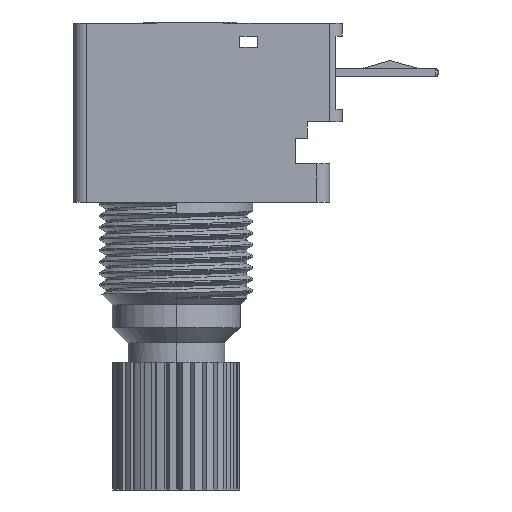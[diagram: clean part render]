
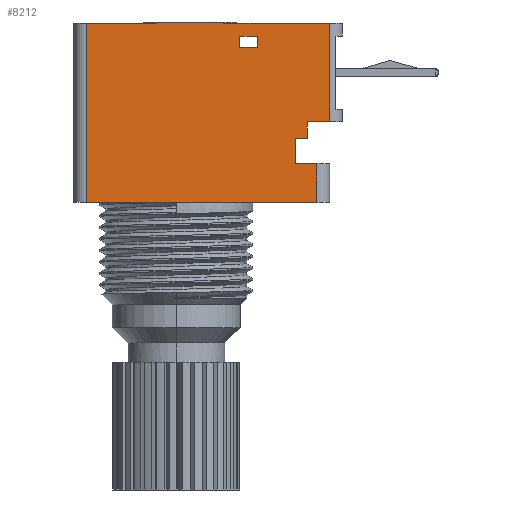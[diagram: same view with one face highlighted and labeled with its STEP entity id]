
A CAD part, left-side view. The second image highlights one B-rep face of the part: STEP entity #8212.
In plain terms, the highlighted planar face has unit normal (-1, 0, 0).
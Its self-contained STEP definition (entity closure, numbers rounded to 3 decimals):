
#240 = CARTESIAN_POINT ( 'NONE',  ( -4., -5.5, 13.75 ) ) ;
#244 = CARTESIAN_POINT ( 'NONE',  ( -4., 3.5, 18.25 ) ) ;
#268 = DIRECTION ( 'NONE',  ( 0., -1., 0. ) ) ;
#318 = CARTESIAN_POINT ( 'NONE',  ( -4., -6., 17.75 ) ) ;
#406 = ORIENTED_EDGE ( 'NONE', *, *, #5088, .T. ) ;
#421 = EDGE_CURVE ( 'NONE', #7677, #6012, #8919, .T. ) ;
#474 = VERTEX_POINT ( 'NONE', #712 ) ;
#493 = LINE ( 'NONE', #1833, #6511 ) ;
#533 = DIRECTION ( 'NONE',  ( 0., -1., 0. ) ) ;
#699 = VECTOR ( 'NONE', #7037, 1000. ) ;
#712 = CARTESIAN_POINT ( 'NONE',  ( -4., -1.863, 18.3 ) ) ;
#731 = LINE ( 'NONE', #6240, #9070 ) ;
#1127 = CARTESIAN_POINT ( 'NONE',  ( -4., 0.788, 18.3 ) ) ;
#1192 = VERTEX_POINT ( 'NONE', #3164 ) ;
#1207 = ORIENTED_EDGE ( 'NONE', *, *, #7242, .T. ) ;
#1218 = DIRECTION ( 'NONE',  ( 0., 0., 1. ) ) ;
#1248 = CARTESIAN_POINT ( 'NONE',  ( -4., -5.5, 12.753 ) ) ;
#1252 = VERTEX_POINT ( 'NONE', #5115 ) ;
#1316 = AXIS2_PLACEMENT_3D ( 'NONE', #3071, #7547, #5282 ) ;
#1440 = VECTOR ( 'NONE', #3296, 1000. ) ;
#1501 = VECTOR ( 'NONE', #9151, 1000. ) ;
#1563 = FACE_BOUND ( 'NONE', #7044, .T. ) ;
#1576 = VERTEX_POINT ( 'NONE', #1645 ) ;
#1629 = EDGE_LOOP ( 'NONE', ( #5528, #5323, #1707, #7367, #4705, #3376, #406, #2510, #7982, #5142, #7402, #8612, #8966, #1207 ) ) ;
#1645 = CARTESIAN_POINT ( 'NONE',  ( -4., 3.5, 18.25 ) ) ;
#1707 = ORIENTED_EDGE ( 'NONE', *, *, #8618, .F. ) ;
#1709 = EDGE_CURVE ( 'NONE', #7984, #5592, #3451, .T. ) ;
#1779 = CARTESIAN_POINT ( 'NONE',  ( -4., -5.5, 11.25 ) ) ;
#1833 = CARTESIAN_POINT ( 'NONE',  ( -4., 3.5, 11.25 ) ) ;
#1877 = EDGE_CURVE ( 'NONE', #5592, #7718, #9299, .T. ) ;
#1878 = LINE ( 'NONE', #244, #3580 ) ;
#2024 = CARTESIAN_POINT ( 'NONE',  ( -4., 3.5, 18.25 ) ) ;
#2066 = LINE ( 'NONE', #3583, #3478 ) ;
#2201 = CARTESIAN_POINT ( 'NONE',  ( -4., -2.484, 17.75 ) ) ;
#2258 = LINE ( 'NONE', #8601, #699 ) ;
#2373 = ORIENTED_EDGE ( 'NONE', *, *, #1877, .F. ) ;
#2386 = CARTESIAN_POINT ( 'NONE',  ( -4., -3.185, 17.316 ) ) ;
#2458 = DIRECTION ( 'NONE',  ( 0., 1., 0. ) ) ;
#2461 = LINE ( 'NONE', #8603, #9267 ) ;
#2510 = ORIENTED_EDGE ( 'NONE', *, *, #4527, .F. ) ;
#2515 = DIRECTION ( 'NONE',  ( 0., 0., 1. ) ) ;
#2649 = ORIENTED_EDGE ( 'NONE', *, *, #8409, .F. ) ;
#2758 = DIRECTION ( 'NONE',  ( 0., 0., -1. ) ) ;
#2870 = EDGE_CURVE ( 'NONE', #8627, #2878, #7109, .T. ) ;
#2878 = VERTEX_POINT ( 'NONE', #1779 ) ;
#3071 = CARTESIAN_POINT ( 'NONE',  ( -4., 3.5, 13.75 ) ) ;
#3164 = CARTESIAN_POINT ( 'NONE',  ( -4., -5.133, 14.397 ) ) ;
#3218 = VERTEX_POINT ( 'NONE', #3667 ) ;
#3223 = VECTOR ( 'NONE', #5240, 1000. ) ;
#3296 = DIRECTION ( 'NONE',  ( 0., 0., -1. ) ) ;
#3327 = VECTOR ( 'NONE', #2758, 1000. ) ;
#3376 = ORIENTED_EDGE ( 'NONE', *, *, #6978, .F. ) ;
#3451 = LINE ( 'NONE', #6407, #3223 ) ;
#3474 = VERTEX_POINT ( 'NONE', #8838 ) ;
#3478 = VECTOR ( 'NONE', #1218, 1000. ) ;
#3517 = LINE ( 'NONE', #7432, #6448 ) ;
#3537 = CARTESIAN_POINT ( 'NONE',  ( -4., -6., 18.25 ) ) ;
#3580 = VECTOR ( 'NONE', #9470, 1000. ) ;
#3583 = CARTESIAN_POINT ( 'NONE',  ( -4., -4.662, 13.753 ) ) ;
#3667 = CARTESIAN_POINT ( 'NONE',  ( -4., -5.133, 13.75 ) ) ;
#3688 = VERTEX_POINT ( 'NONE', #8266 ) ;
#3776 = CARTESIAN_POINT ( 'NONE',  ( -4., -1.863, 18.25 ) ) ;
#3833 = DIRECTION ( 'NONE',  ( 0., -1., 0. ) ) ;
#3870 = DIRECTION ( 'NONE',  ( 0., 0., -1. ) ) ;
#3882 = LINE ( 'NONE', #9103, #1501 ) ;
#4011 = CARTESIAN_POINT ( 'NONE',  ( -4., -3.185, 17.75 ) ) ;
#4046 = EDGE_CURVE ( 'NONE', #7718, #5633, #3882, .T. ) ;
#4073 = LINE ( 'NONE', #8687, #8588 ) ;
#4300 = VERTEX_POINT ( 'NONE', #7235 ) ;
#4525 = CARTESIAN_POINT ( 'NONE',  ( -4., -4.662, 12.753 ) ) ;
#4527 = EDGE_CURVE ( 'NONE', #1576, #5716, #1878, .T. ) ;
#4705 = ORIENTED_EDGE ( 'NONE', *, *, #7829, .F. ) ;
#4737 = CARTESIAN_POINT ( 'NONE',  ( -4., -3.185, 17.75 ) ) ;
#4762 = VECTOR ( 'NONE', #8106, 1000. ) ;
#4844 = EDGE_CURVE ( 'NONE', #3218, #1192, #7902, .T. ) ;
#4908 = DIRECTION ( 'NONE',  ( 0., -1., 0. ) ) ;
#5088 = EDGE_CURVE ( 'NONE', #7741, #5716, #2258, .T. ) ;
#5115 = CARTESIAN_POINT ( 'NONE',  ( -4., -4.662, 12.753 ) ) ;
#5123 = LINE ( 'NONE', #318, #3327 ) ;
#5142 = ORIENTED_EDGE ( 'NONE', *, *, #6662, .T. ) ;
#5240 = DIRECTION ( 'NONE',  ( 0., 0., 1. ) ) ;
#5279 = VECTOR ( 'NONE', #533, 1000. ) ;
#5282 = DIRECTION ( 'NONE',  ( 0., 1., 0. ) ) ;
#5323 = ORIENTED_EDGE ( 'NONE', *, *, #5365, .T. ) ;
#5365 = EDGE_CURVE ( 'NONE', #1192, #3688, #3517, .T. ) ;
#5424 = LINE ( 'NONE', #8634, #9448 ) ;
#5507 = EDGE_CURVE ( 'NONE', #8627, #1252, #6218, .T. ) ;
#5528 = ORIENTED_EDGE ( 'NONE', *, *, #4844, .T. ) ;
#5592 = VERTEX_POINT ( 'NONE', #4011 ) ;
#5633 = VERTEX_POINT ( 'NONE', #8161 ) ;
#5716 = VERTEX_POINT ( 'NONE', #7765 ) ;
#6002 = EDGE_CURVE ( 'NONE', #1252, #4300, #2066, .T. ) ;
#6012 = VERTEX_POINT ( 'NONE', #3537 ) ;
#6218 = LINE ( 'NONE', #4525, #7903 ) ;
#6240 = CARTESIAN_POINT ( 'NONE',  ( -4., 3.5, 13.75 ) ) ;
#6407 = CARTESIAN_POINT ( 'NONE',  ( -4., -3.185, 17.316 ) ) ;
#6448 = VECTOR ( 'NONE', #7333, 1000. ) ;
#6511 = VECTOR ( 'NONE', #4908, 1000. ) ;
#6587 = VECTOR ( 'NONE', #2458, 1000. ) ;
#6662 = EDGE_CURVE ( 'NONE', #3474, #2878, #493, .T. ) ;
#6978 = EDGE_CURVE ( 'NONE', #7741, #474, #7957, .T. ) ;
#7037 = DIRECTION ( 'NONE',  ( 0., 0., -1. ) ) ;
#7044 = EDGE_LOOP ( 'NONE', ( #8458, #2649, #9311, #2373 ) ) ;
#7107 = VECTOR ( 'NONE', #2515, 1000. ) ;
#7109 = LINE ( 'NONE', #240, #1440 ) ;
#7235 = CARTESIAN_POINT ( 'NONE',  ( -4., -4.662, 13.75 ) ) ;
#7242 = EDGE_CURVE ( 'NONE', #4300, #3218, #731, .T. ) ;
#7333 = DIRECTION ( 'NONE',  ( 0., -1., 0. ) ) ;
#7367 = ORIENTED_EDGE ( 'NONE', *, *, #421, .F. ) ;
#7402 = ORIENTED_EDGE ( 'NONE', *, *, #2870, .F. ) ;
#7432 = CARTESIAN_POINT ( 'NONE',  ( -4., -5.133, 14.397 ) ) ;
#7547 = DIRECTION ( 'NONE',  ( 1., 0., 0. ) ) ;
#7584 = DIRECTION ( 'NONE',  ( 0., 1., 0. ) ) ;
#7677 = VERTEX_POINT ( 'NONE', #3776 ) ;
#7718 = VERTEX_POINT ( 'NONE', #2201 ) ;
#7741 = VERTEX_POINT ( 'NONE', #8488 ) ;
#7765 = CARTESIAN_POINT ( 'NONE',  ( -4., 0.788, 18.25 ) ) ;
#7829 = EDGE_CURVE ( 'NONE', #474, #7677, #4073, .T. ) ;
#7902 = LINE ( 'NONE', #8857, #7107 ) ;
#7903 = VECTOR ( 'NONE', #7584, 1000. ) ;
#7957 = LINE ( 'NONE', #1127, #4762 ) ;
#7982 = ORIENTED_EDGE ( 'NONE', *, *, #8803, .T. ) ;
#7984 = VERTEX_POINT ( 'NONE', #2386 ) ;
#8106 = DIRECTION ( 'NONE',  ( 0., -1., 0. ) ) ;
#8161 = CARTESIAN_POINT ( 'NONE',  ( -4., -2.484, 17.316 ) ) ;
#8212 = ADVANCED_FACE ( 'NONE', ( #9102, #1563 ), #9854, .F. ) ;
#8266 = CARTESIAN_POINT ( 'NONE',  ( -4., -6., 14.397 ) ) ;
#8409 = EDGE_CURVE ( 'NONE', #5633, #7984, #2461, .T. ) ;
#8458 = ORIENTED_EDGE ( 'NONE', *, *, #1709, .F. ) ;
#8488 = CARTESIAN_POINT ( 'NONE',  ( -4., 0.788, 18.3 ) ) ;
#8588 = VECTOR ( 'NONE', #8596, 1000. ) ;
#8596 = DIRECTION ( 'NONE',  ( 0., 0., -1. ) ) ;
#8601 = CARTESIAN_POINT ( 'NONE',  ( -4., 0.788, 18.3 ) ) ;
#8603 = CARTESIAN_POINT ( 'NONE',  ( -4., -2.484, 17.316 ) ) ;
#8612 = ORIENTED_EDGE ( 'NONE', *, *, #5507, .T. ) ;
#8618 = EDGE_CURVE ( 'NONE', #6012, #3688, #5123, .T. ) ;
#8627 = VERTEX_POINT ( 'NONE', #1248 ) ;
#8634 = CARTESIAN_POINT ( 'NONE',  ( -4., 3.5, 13.75 ) ) ;
#8687 = CARTESIAN_POINT ( 'NONE',  ( -4., -1.863, 18.3 ) ) ;
#8803 = EDGE_CURVE ( 'NONE', #1576, #3474, #5424, .T. ) ;
#8838 = CARTESIAN_POINT ( 'NONE',  ( -4., 3.5, 11.25 ) ) ;
#8857 = CARTESIAN_POINT ( 'NONE',  ( -4., -5.133, 13.75 ) ) ;
#8919 = LINE ( 'NONE', #2024, #5279 ) ;
#8966 = ORIENTED_EDGE ( 'NONE', *, *, #6002, .T. ) ;
#9070 = VECTOR ( 'NONE', #3833, 1000. ) ;
#9102 = FACE_OUTER_BOUND ( 'NONE', #1629, .T. ) ;
#9103 = CARTESIAN_POINT ( 'NONE',  ( -4., -2.484, 17.75 ) ) ;
#9151 = DIRECTION ( 'NONE',  ( 0., 0., -1. ) ) ;
#9267 = VECTOR ( 'NONE', #268, 1000. ) ;
#9299 = LINE ( 'NONE', #4737, #6587 ) ;
#9311 = ORIENTED_EDGE ( 'NONE', *, *, #4046, .F. ) ;
#9448 = VECTOR ( 'NONE', #3870, 1000. ) ;
#9470 = DIRECTION ( 'NONE',  ( 0., -1., 0. ) ) ;
#9854 = PLANE ( 'NONE',  #1316 ) ;
